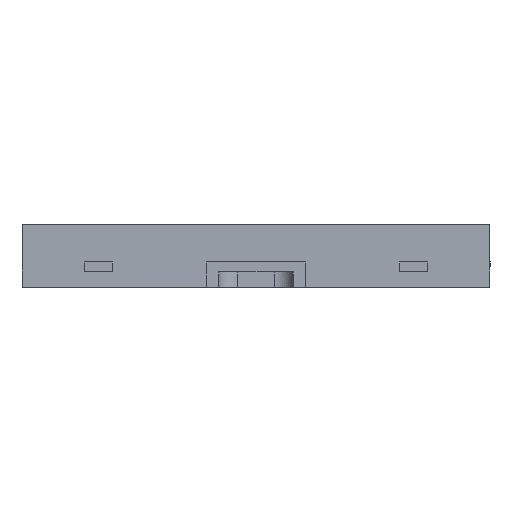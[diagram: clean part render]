
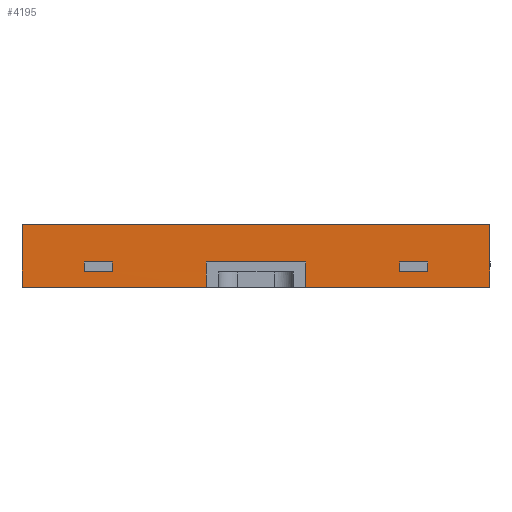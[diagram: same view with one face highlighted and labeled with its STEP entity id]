
A CAD part, left-side view. The second image highlights one B-rep face of the part: STEP entity #4195.
In plain terms, the highlighted face is planar.
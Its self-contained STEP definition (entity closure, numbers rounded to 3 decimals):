
#112 = EDGE_CURVE ( 'NONE', #539, #1798, #3065, .T. ) ;
#232 = LINE ( 'NONE', #1539, #4887 ) ;
#266 = FACE_OUTER_BOUND ( 'NONE', #5373, .T. ) ;
#310 = CARTESIAN_POINT ( 'NONE',  ( -1.874, -1.874, -0.499 ) ) ;
#327 = VERTEX_POINT ( 'NONE', #382 ) ;
#329 = CARTESIAN_POINT ( 'NONE',  ( -1.874, 1.874, -0.499 ) ) ;
#335 = LINE ( 'NONE', #2911, #2274 ) ;
#374 = EDGE_CURVE ( 'NONE', #1147, #1267, #2581, .T. ) ;
#382 = CARTESIAN_POINT ( 'NONE',  ( -1.874, -0.4, -0.378 ) ) ;
#391 = EDGE_CURVE ( 'NONE', #4980, #2390, #3897, .T. ) ;
#400 = EDGE_CURVE ( 'NONE', #1267, #327, #2611, .T. ) ;
#474 = EDGE_CURVE ( 'NONE', #2457, #4980, #232, .T. ) ;
#537 = DIRECTION ( 'NONE',  ( 0., -1., 0. ) ) ;
#539 = VERTEX_POINT ( 'NONE', #3543 ) ;
#545 = CARTESIAN_POINT ( 'NONE',  ( -1.875, 0.4, -0.5 ) ) ;
#551 = LINE ( 'NONE', #4342, #842 ) ;
#624 = CARTESIAN_POINT ( 'NONE',  ( -1.874, 1.15, -0.298 ) ) ;
#647 = ORIENTED_EDGE ( 'NONE', *, *, #1728, .F. ) ;
#665 = ORIENTED_EDGE ( 'NONE', *, *, #2237, .T. ) ;
#806 = EDGE_CURVE ( 'NONE', #3075, #4411, #551, .T. ) ;
#842 = VECTOR ( 'NONE', #1420, 1000. ) ;
#844 = ORIENTED_EDGE ( 'NONE', *, *, #1421, .T. ) ;
#930 = CARTESIAN_POINT ( 'NONE',  ( -1.874, 0.4, -0.298 ) ) ;
#948 = VECTOR ( 'NONE', #5001, 1000. ) ;
#950 = CARTESIAN_POINT ( 'NONE',  ( -1.874, -1.376, -0.378 ) ) ;
#1019 = VECTOR ( 'NONE', #2690, 1000. ) ;
#1055 = DIRECTION ( 'NONE',  ( 0., 0., 1. ) ) ;
#1095 = DIRECTION ( 'NONE',  ( 0., -1., 0. ) ) ;
#1102 = VERTEX_POINT ( 'NONE', #310 ) ;
#1147 = VERTEX_POINT ( 'NONE', #930 ) ;
#1267 = VERTEX_POINT ( 'NONE', #4959 ) ;
#1291 = CARTESIAN_POINT ( 'NONE',  ( -1.874, 1.874, -0.378 ) ) ;
#1374 = VECTOR ( 'NONE', #3154, 1000. ) ;
#1396 = EDGE_CURVE ( 'NONE', #327, #4608, #3234, .T. ) ;
#1420 = DIRECTION ( 'NONE',  ( 0., 0., 1. ) ) ;
#1421 = EDGE_CURVE ( 'NONE', #3385, #3913, #5074, .T. ) ;
#1437 = VERTEX_POINT ( 'NONE', #5441 ) ;
#1474 = CARTESIAN_POINT ( 'NONE',  ( -1.874, 0., 0. ) ) ;
#1504 = CARTESIAN_POINT ( 'NONE',  ( -1.874, 1.874, -0.298 ) ) ;
#1530 = LINE ( 'NONE', #3209, #4467 ) ;
#1539 = CARTESIAN_POINT ( 'NONE',  ( -1.874, 1.874, -0.378 ) ) ;
#1541 = VECTOR ( 'NONE', #2400, 1000. ) ;
#1545 = VECTOR ( 'NONE', #2963, 1000. ) ;
#1615 = CARTESIAN_POINT ( 'NONE',  ( -1.874, 1.874, -0.499 ) ) ;
#1618 = DIRECTION ( 'NONE',  ( 0., 0., 1. ) ) ;
#1640 = VECTOR ( 'NONE', #537, 1000. ) ;
#1646 = VECTOR ( 'NONE', #1055, 1000. ) ;
#1706 = CARTESIAN_POINT ( 'NONE',  ( -1.874, 0.4, 5.3 ) ) ;
#1721 = VECTOR ( 'NONE', #4795, 1000. ) ;
#1728 = EDGE_CURVE ( 'NONE', #539, #3005, #5263, .T. ) ;
#1798 = VERTEX_POINT ( 'NONE', #1615 ) ;
#1996 = VECTOR ( 'NONE', #2408, 1000. ) ;
#2237 = EDGE_CURVE ( 'NONE', #4608, #1102, #2790, .T. ) ;
#2259 = PLANE ( 'NONE',  #4926 ) ;
#2274 = VECTOR ( 'NONE', #1618, 1000. ) ;
#2313 = ORIENTED_EDGE ( 'NONE', *, *, #4535, .T. ) ;
#2331 = DIRECTION ( 'NONE',  ( 0., -1., 0. ) ) ;
#2374 = ORIENTED_EDGE ( 'NONE', *, *, #2478, .T. ) ;
#2390 = VERTEX_POINT ( 'NONE', #2466 ) ;
#2395 = DIRECTION ( 'NONE',  ( -1., 0., 0. ) ) ;
#2400 = DIRECTION ( 'NONE',  ( 0., 0., -1. ) ) ;
#2408 = DIRECTION ( 'NONE',  ( 0., -1., 0. ) ) ;
#2457 = VERTEX_POINT ( 'NONE', #950 ) ;
#2466 = CARTESIAN_POINT ( 'NONE',  ( -1.874, -1.15, -0.298 ) ) ;
#2467 = DIRECTION ( 'NONE',  ( 0., 0., -1. ) ) ;
#2478 = EDGE_CURVE ( 'NONE', #2904, #3385, #4697, .T. ) ;
#2581 = LINE ( 'NONE', #3060, #1640 ) ;
#2611 = LINE ( 'NONE', #3876, #1721 ) ;
#2619 = CARTESIAN_POINT ( 'NONE',  ( -1.874, 1.15, 5.3 ) ) ;
#2629 = EDGE_CURVE ( 'NONE', #3913, #4603, #3968, .T. ) ;
#2655 = ORIENTED_EDGE ( 'NONE', *, *, #400, .T. ) ;
#2690 = DIRECTION ( 'NONE',  ( 0., 0., 1. ) ) ;
#2790 = LINE ( 'NONE', #329, #1996 ) ;
#2820 = CARTESIAN_POINT ( 'NONE',  ( -1.874, -0.4, 5.3 ) ) ;
#2855 = EDGE_LOOP ( 'NONE', ( #3742, #4391, #4549, #5304 ) ) ;
#2904 = VERTEX_POINT ( 'NONE', #624 ) ;
#2911 = CARTESIAN_POINT ( 'NONE',  ( -1.874, -1.874, 5.3 ) ) ;
#2957 = DIRECTION ( 'NONE',  ( 0., 0., -1. ) ) ;
#2963 = DIRECTION ( 'NONE',  ( 0., 1., 0. ) ) ;
#3005 = VERTEX_POINT ( 'NONE', #3708 ) ;
#3015 = EDGE_CURVE ( 'NONE', #1798, #3075, #1530, .T. ) ;
#3060 = CARTESIAN_POINT ( 'NONE',  ( -1.874, 1.874, -0.298 ) ) ;
#3065 = LINE ( 'NONE', #5283, #1541 ) ;
#3075 = VERTEX_POINT ( 'NONE', #545 ) ;
#3078 = EDGE_CURVE ( 'NONE', #1437, #2457, #4724, .T. ) ;
#3092 = DIRECTION ( 'NONE',  ( 0., 0., -1. ) ) ;
#3141 = CARTESIAN_POINT ( 'NONE',  ( -1.874, 1.376, 5.3 ) ) ;
#3154 = DIRECTION ( 'NONE',  ( 0., -1., 0. ) ) ;
#3156 = ORIENTED_EDGE ( 'NONE', *, *, #2629, .T. ) ;
#3209 = CARTESIAN_POINT ( 'NONE',  ( -1.874, 1.874, -0.499 ) ) ;
#3213 = EDGE_CURVE ( 'NONE', #4411, #1147, #4192, .T. ) ;
#3221 = DIRECTION ( 'NONE',  ( 0., 1., 0. ) ) ;
#3223 = ORIENTED_EDGE ( 'NONE', *, *, #806, .T. ) ;
#3234 = LINE ( 'NONE', #2820, #3471 ) ;
#3305 = ORIENTED_EDGE ( 'NONE', *, *, #3015, .T. ) ;
#3317 = VECTOR ( 'NONE', #2957, 1000. ) ;
#3385 = VERTEX_POINT ( 'NONE', #3649 ) ;
#3406 = LINE ( 'NONE', #4759, #3574 ) ;
#3441 = ORIENTED_EDGE ( 'NONE', *, *, #112, .T. ) ;
#3446 = CARTESIAN_POINT ( 'NONE',  ( -1.874, 1.376, -0.298 ) ) ;
#3471 = VECTOR ( 'NONE', #2467, 1000. ) ;
#3543 = CARTESIAN_POINT ( 'NONE',  ( -1.874, 1.874, 0. ) ) ;
#3574 = VECTOR ( 'NONE', #5107, 1000. ) ;
#3606 = EDGE_CURVE ( 'NONE', #2390, #1437, #3406, .T. ) ;
#3649 = CARTESIAN_POINT ( 'NONE',  ( -1.874, 1.15, -0.378 ) ) ;
#3706 = CARTESIAN_POINT ( 'NONE',  ( -1.874, 0.4, -0.378 ) ) ;
#3708 = CARTESIAN_POINT ( 'NONE',  ( -1.874, -1.874, 0. ) ) ;
#3713 = DIRECTION ( 'NONE',  ( 0., -1., 0. ) ) ;
#3742 = ORIENTED_EDGE ( 'NONE', *, *, #3078, .T. ) ;
#3876 = CARTESIAN_POINT ( 'NONE',  ( -1.874, -0.4, -0.498 ) ) ;
#3895 = EDGE_LOOP ( 'NONE', ( #2374, #844, #3156, #4793 ) ) ;
#3897 = LINE ( 'NONE', #4693, #1019 ) ;
#3913 = VERTEX_POINT ( 'NONE', #4417 ) ;
#3921 = VECTOR ( 'NONE', #3092, 1000. ) ;
#3968 = LINE ( 'NONE', #3141, #1646 ) ;
#4022 = FACE_BOUND ( 'NONE', #2855, .T. ) ;
#4079 = CARTESIAN_POINT ( 'NONE',  ( -1.874, -1.15, -0.378 ) ) ;
#4082 = ORIENTED_EDGE ( 'NONE', *, *, #374, .T. ) ;
#4192 = LINE ( 'NONE', #1706, #948 ) ;
#4195 = ADVANCED_FACE ( 'Defeature ausgef�hrt2_24', ( #4022, #266, #4885 ), #2259, .T. ) ;
#4301 = VECTOR ( 'NONE', #1095, 1000. ) ;
#4342 = CARTESIAN_POINT ( 'NONE',  ( -1.874, 0.4, 5.3 ) ) ;
#4345 = EDGE_CURVE ( 'NONE', #4603, #2904, #5298, .T. ) ;
#4391 = ORIENTED_EDGE ( 'NONE', *, *, #474, .T. ) ;
#4399 = ORIENTED_EDGE ( 'NONE', *, *, #3213, .T. ) ;
#4411 = VERTEX_POINT ( 'NONE', #3706 ) ;
#4417 = CARTESIAN_POINT ( 'NONE',  ( -1.874, 1.376, -0.378 ) ) ;
#4467 = VECTOR ( 'NONE', #2331, 1000. ) ;
#4523 = CARTESIAN_POINT ( 'NONE',  ( -1.874, 1.874, 5.3 ) ) ;
#4535 = EDGE_CURVE ( 'NONE', #1102, #3005, #335, .T. ) ;
#4549 = ORIENTED_EDGE ( 'NONE', *, *, #391, .T. ) ;
#4603 = VERTEX_POINT ( 'NONE', #3446 ) ;
#4608 = VERTEX_POINT ( 'NONE', #5309 ) ;
#4693 = CARTESIAN_POINT ( 'NONE',  ( -1.874, -1.15, 5.3 ) ) ;
#4697 = LINE ( 'NONE', #2619, #3921 ) ;
#4724 = LINE ( 'NONE', #5178, #3317 ) ;
#4759 = CARTESIAN_POINT ( 'NONE',  ( -1.874, 1.874, -0.298 ) ) ;
#4780 = ORIENTED_EDGE ( 'NONE', *, *, #1396, .T. ) ;
#4793 = ORIENTED_EDGE ( 'NONE', *, *, #4345, .T. ) ;
#4795 = DIRECTION ( 'NONE',  ( 0., 0., -1. ) ) ;
#4885 = FACE_BOUND ( 'NONE', #3895, .T. ) ;
#4887 = VECTOR ( 'NONE', #3221, 1000. ) ;
#4926 = AXIS2_PLACEMENT_3D ( 'NONE', #4523, #2395, #3713 ) ;
#4959 = CARTESIAN_POINT ( 'NONE',  ( -1.874, -0.4, -0.298 ) ) ;
#4980 = VERTEX_POINT ( 'NONE', #4079 ) ;
#5001 = DIRECTION ( 'NONE',  ( 0., 0., 1. ) ) ;
#5074 = LINE ( 'NONE', #1291, #1545 ) ;
#5107 = DIRECTION ( 'NONE',  ( 0., -1., 0. ) ) ;
#5178 = CARTESIAN_POINT ( 'NONE',  ( -1.874, -1.376, 5.3 ) ) ;
#5263 = LINE ( 'NONE', #1474, #1374 ) ;
#5283 = CARTESIAN_POINT ( 'NONE',  ( -1.874, 1.874, 5.3 ) ) ;
#5298 = LINE ( 'NONE', #1504, #4301 ) ;
#5304 = ORIENTED_EDGE ( 'NONE', *, *, #3606, .T. ) ;
#5309 = CARTESIAN_POINT ( 'NONE',  ( -1.874, -0.4, -0.499 ) ) ;
#5373 = EDGE_LOOP ( 'NONE', ( #647, #3441, #3305, #3223, #4399, #4082, #2655, #4780, #665, #2313 ) ) ;
#5441 = CARTESIAN_POINT ( 'NONE',  ( -1.874, -1.376, -0.298 ) ) ;
